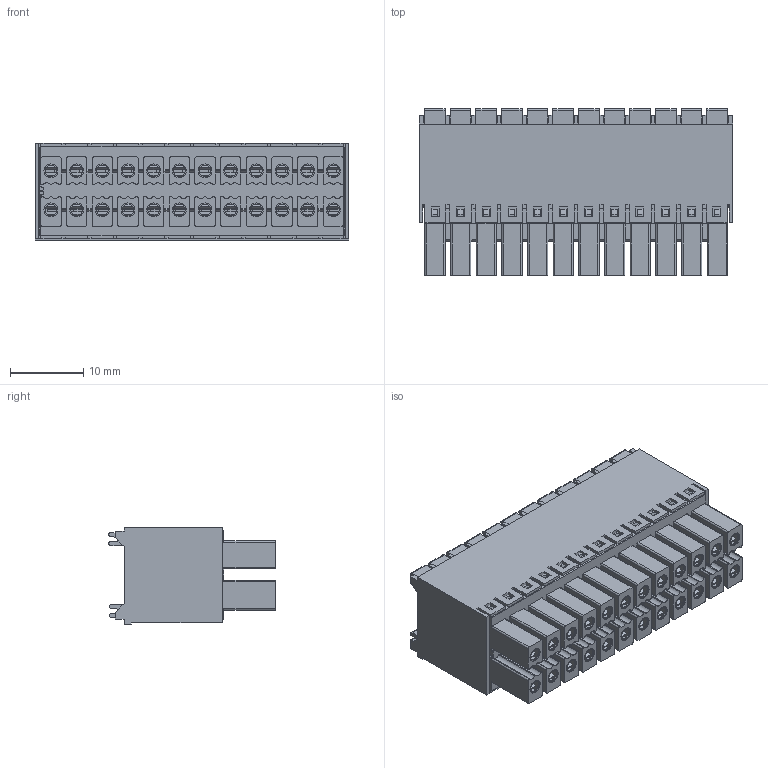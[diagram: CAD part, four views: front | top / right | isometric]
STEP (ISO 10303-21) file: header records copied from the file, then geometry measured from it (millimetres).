
FILE_DESCRIPTION(/* description */ ('Unknown'),/* implementation_level */ '2;1');
FILE_NAME(/* name */ '69137910024',/* time_stamp */ '2024-12-02T13:51:30+01:00',/* author */ ('Unknown'),/* organization */ ('Unknown'),/* preprocessor_version */ 'ST-DEVELOPER v19.4',/* originating_system */ 'Solid Edge',/* authorisation */ 'Unknown');
FILE_SCHEMA (('AUTOMOTIVE_DESIGN {1 0 10303 214 3 1 1}'));
Products named in the file (7): 6913791000xx; 691379100024; 691379100024-2; 6913791000xx_Terminal Lever; 6913791000xx_Contact; 6913791800xx_Contact part 1; 6913791800xx_Contact part 2
Assembly tree (52 placements, depth 3):
  6913791000xx
    691379100024
    691379100024-2
    6913791000xx_Terminal Lever  x24
    6913791000xx_Contact  x24
      6913791800xx_Contact part 1
      6913791800xx_Contact part 2
Bounding box: 42.8 x 22.7 x 13.25 mm (x, y, z)
Volume: 5397.2 mm3; surface area: 22029.6 mm2
Topology: 74 solids, 74 shells, 5682 faces, 16133 edges, 10609 vertices
Faces by surface type: plane 4000, cylinder 1562, bspline 120
Full cylindrical faces by diameter (mm): 1.6 x24, 1.9 x24, 3 x24
Entity records: 67618 total; most frequent: CARTESIAN_POINT 13280, ORIENTED_EDGE 11580, DIRECTION 10484, EDGE_CURVE 5790, LINE 5048, VECTOR 5048, VERTEX_POINT 3834, AXIS2_PLACEMENT_3D 2718
